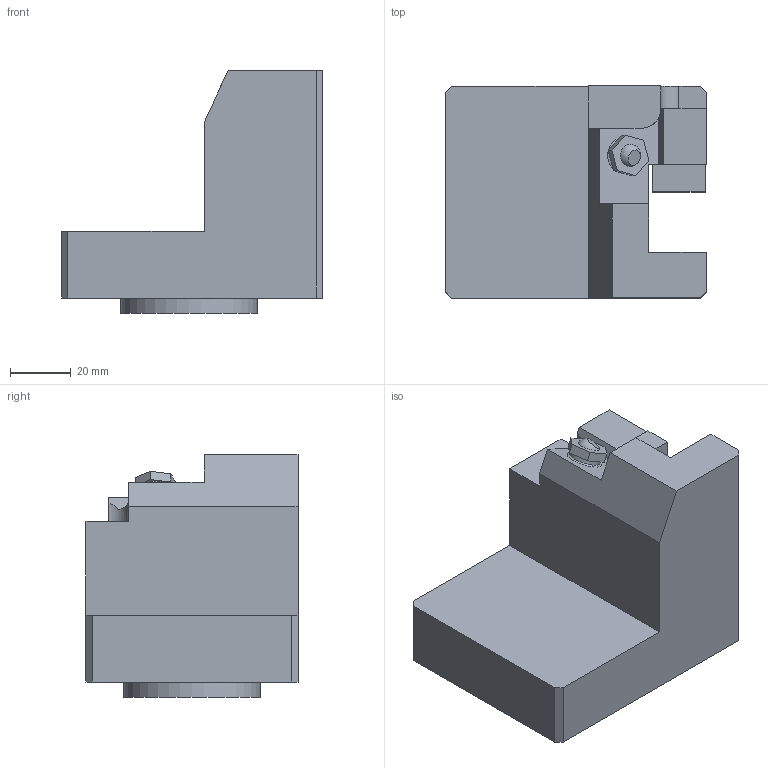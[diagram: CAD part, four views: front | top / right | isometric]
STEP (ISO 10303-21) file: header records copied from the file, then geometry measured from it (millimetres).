
FILE_DESCRIPTION(/* description */ (''),/* implementation_level */ '2;1');
FILE_NAME(/* name */ 'W7040112_stp.stp',/* time_stamp */ '2015-04-10T08:44:52+02:00',/* author */ (''),/* organization */ (''),/* preprocessor_version */ 'ST-DEVELOPER v15',/* originating_system */ 'SIEMENS PLM Software NX 9.0',/* authorisation */ '');
FILE_SCHEMA (('AUTOMOTIVE_DESIGN { 1 0 10303 214 3 1 1 1 }'));
Length unit declared in the file: millimetre
Products named in the file (1): _
Bounding box: 86 x 70 x 80 mm (x, y, z)
Volume: 224218 mm3; surface area: 32284.9 mm2
Topology: 1 solids, 1 shells, 54 faces, 141 edges, 93 vertices
Faces by surface type: plane 46, cylinder 5, cone 2, sphere 1
Full cylindrical faces by diameter (mm): 3.3 x1, 10.6 x1, 45 x1
Entity records: 1614 total; most frequent: CARTESIAN_POINT 278, ORIENTED_EDGE 264, DIRECTION 256, EDGE_CURVE 132, LINE 118, VECTOR 118, VERTEX_POINT 91, AXIS2_PLACEMENT_3D 69
